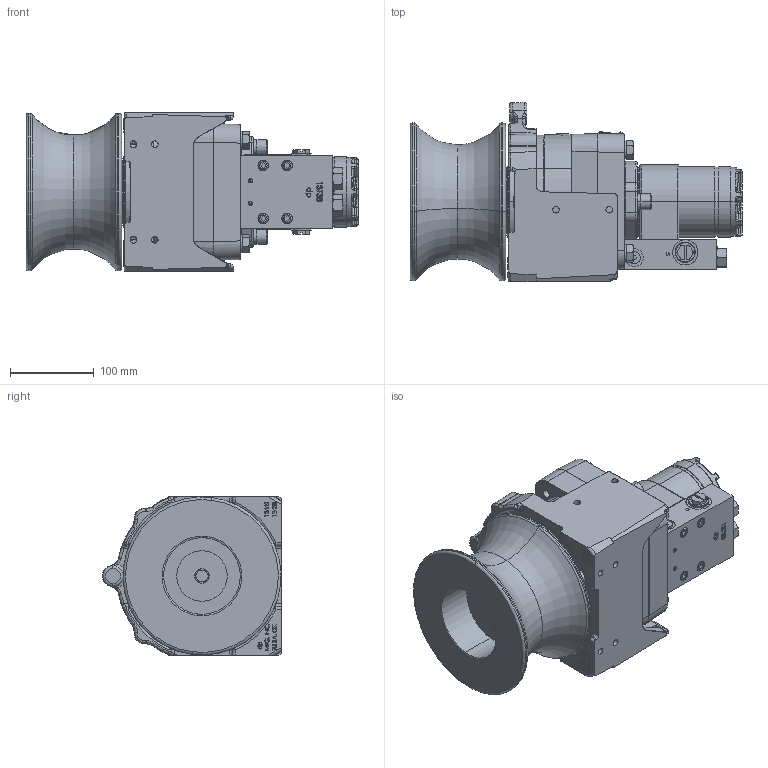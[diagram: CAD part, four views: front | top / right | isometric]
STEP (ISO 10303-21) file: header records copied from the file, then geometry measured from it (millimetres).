
FILE_DESCRIPTION((''),'2;1');
FILE_NAME('TWG-TEMP','2020-10-19T02:51:53',('Administrator'),(''),'CREO PARAMETRIC BY PTC INC, 2019030','CREO PARAMETRIC BY PTC INC, 2019030','');
FILE_SCHEMA(('AUTOMOTIVE_DESIGN { 1 0 10303 214 1 1 1 1 }'));
Products named in the file (1): TWG-TEMP
Bounding box: 396.74 x 214.31 x 188.9 mm (x, y, z)
Volume: 1940841.4 mm3; surface area: 501610.1 mm2
Topology: 1 solids, 106 shells, 1809 faces, 6093 edges, 4236 vertices
Faces by surface type: plane 670, cylinder 580, torus 261, bspline 180, cone 88, sphere 30
Entity records: 101242 total; most frequent: CARTESIAN_POINT 40039, ORIENTED_EDGE 9417, DIRECTION 9125, EDGE_CURVE 5953, VERTEX_POINT 4236, AXIS2_PLACEMENT_3D 3162, VECTOR 2798, LINE 2798
